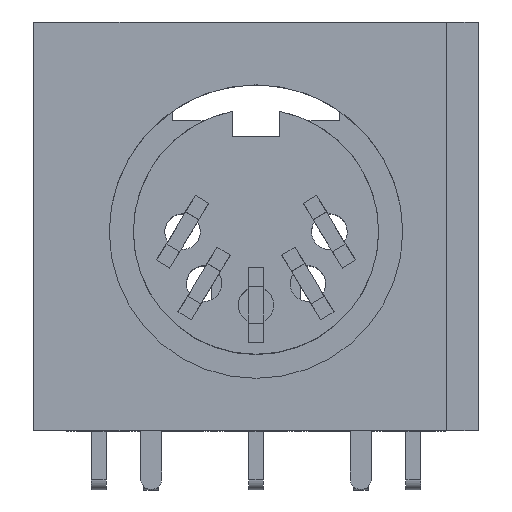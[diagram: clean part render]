
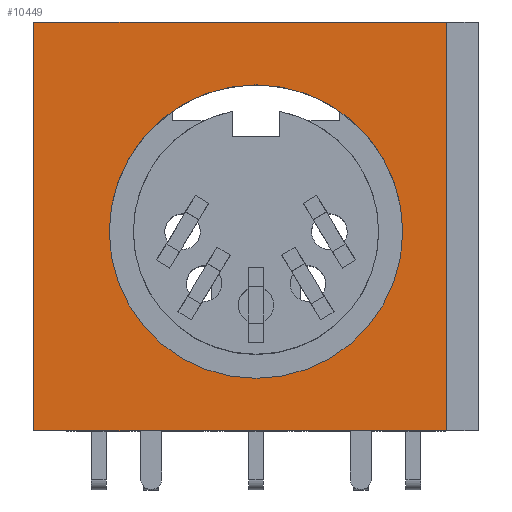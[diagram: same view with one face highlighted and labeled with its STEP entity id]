
A CAD part, top view. The second image highlights one B-rep face of the part: STEP entity #10449.
In plain terms, the highlighted planar face has unit normal (0, 0, 1).
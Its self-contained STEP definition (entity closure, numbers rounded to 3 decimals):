
#235 = CARTESIAN_POINT ( 'NONE',  ( 19.7, 0., 19. ) ) ;
#550 = LINE ( 'NONE', #7015, #3451 ) ;
#751 = EDGE_CURVE ( 'NONE', #14690, #7739, #550, .T. ) ;
#897 = ORIENTED_EDGE ( 'NONE', *, *, #16132, .F. ) ;
#1527 = EDGE_CURVE ( 'NONE', #5802, #13436, #8285, .T. ) ;
#2087 = VECTOR ( 'NONE', #10739, 1000. ) ;
#2218 = EDGE_LOOP ( 'NONE', ( #14797, #15298, #8600, #10095 ) ) ;
#2319 = CARTESIAN_POINT ( 'NONE',  ( 3.6, 9.5, 19. ) ) ;
#2588 = CARTESIAN_POINT ( 'NONE',  ( 10.6, 9.5, 19. ) ) ;
#2738 = VECTOR ( 'NONE', #7883, 1000. ) ;
#3027 = DIRECTION ( 'NONE',  ( 0., 1., 0. ) ) ;
#3451 = VECTOR ( 'NONE', #5665, 1000. ) ;
#3509 = EDGE_LOOP ( 'NONE', ( #7683, #897 ) ) ;
#3703 = AXIS2_PLACEMENT_3D ( 'NONE', #11650, #5093, #15641 ) ;
#4096 = CIRCLE ( 'NONE', #4896, 7. ) ;
#4188 = CARTESIAN_POINT ( 'NONE',  ( 0., 19.5, 19. ) ) ;
#4587 = EDGE_CURVE ( 'NONE', #9591, #9871, #11591, .T. ) ;
#4896 = AXIS2_PLACEMENT_3D ( 'NONE', #9737, #9568, #10838 ) ;
#5093 = DIRECTION ( 'NONE',  ( 0., 0., -1. ) ) ;
#5665 = DIRECTION ( 'NONE',  ( 1., 0., 0. ) ) ;
#5802 = VERTEX_POINT ( 'NONE', #9862 ) ;
#7015 = CARTESIAN_POINT ( 'NONE',  ( 0., 19.5, 19. ) ) ;
#7296 = PLANE ( 'NONE',  #3703 ) ;
#7683 = ORIENTED_EDGE ( 'NONE', *, *, #4587, .F. ) ;
#7739 = VERTEX_POINT ( 'NONE', #15035 ) ;
#7883 = DIRECTION ( 'NONE',  ( 0., -1., 0. ) ) ;
#8167 = LINE ( 'NONE', #15959, #8455 ) ;
#8285 = LINE ( 'NONE', #15996, #2087 ) ;
#8455 = VECTOR ( 'NONE', #3027, 1000. ) ;
#8600 = ORIENTED_EDGE ( 'NONE', *, *, #1527, .F. ) ;
#9340 = CARTESIAN_POINT ( 'NONE',  ( 0., 0., 19. ) ) ;
#9568 = DIRECTION ( 'NONE',  ( 0., 0., 1. ) ) ;
#9591 = VERTEX_POINT ( 'NONE', #14092 ) ;
#9737 = CARTESIAN_POINT ( 'NONE',  ( 10.6, 9.5, 19. ) ) ;
#9741 = FACE_OUTER_BOUND ( 'NONE', #2218, .T. ) ;
#9862 = CARTESIAN_POINT ( 'NONE',  ( 19.7, 0., 19. ) ) ;
#9871 = VERTEX_POINT ( 'NONE', #2319 ) ;
#10095 = ORIENTED_EDGE ( 'NONE', *, *, #16008, .F. ) ;
#10449 = ADVANCED_FACE ( 'NONE', ( #9741, #14864 ), #7296, .F. ) ;
#10739 = DIRECTION ( 'NONE',  ( -1., 0., 0. ) ) ;
#10838 = DIRECTION ( 'NONE',  ( 1., 0., 0. ) ) ;
#11591 = CIRCLE ( 'NONE', #15664, 7. ) ;
#11650 = CARTESIAN_POINT ( 'NONE',  ( 0., 0., 19. ) ) ;
#12695 = DIRECTION ( 'NONE',  ( 1., 0., 0. ) ) ;
#13436 = VERTEX_POINT ( 'NONE', #9340 ) ;
#13896 = EDGE_CURVE ( 'NONE', #13436, #14690, #8167, .T. ) ;
#14092 = CARTESIAN_POINT ( 'NONE',  ( 17.6, 9.5, 19. ) ) ;
#14276 = LINE ( 'NONE', #235, #2738 ) ;
#14690 = VERTEX_POINT ( 'NONE', #4188 ) ;
#14797 = ORIENTED_EDGE ( 'NONE', *, *, #751, .F. ) ;
#14864 = FACE_BOUND ( 'NONE', #3509, .T. ) ;
#15035 = CARTESIAN_POINT ( 'NONE',  ( 19.7, 19.5, 19. ) ) ;
#15298 = ORIENTED_EDGE ( 'NONE', *, *, #13896, .F. ) ;
#15481 = DIRECTION ( 'NONE',  ( 0., 0., 1. ) ) ;
#15641 = DIRECTION ( 'NONE',  ( -1., 0., 0. ) ) ;
#15664 = AXIS2_PLACEMENT_3D ( 'NONE', #2588, #15481, #12695 ) ;
#15959 = CARTESIAN_POINT ( 'NONE',  ( 0., 0., 19. ) ) ;
#15996 = CARTESIAN_POINT ( 'NONE',  ( 0., 0., 19. ) ) ;
#16008 = EDGE_CURVE ( 'NONE', #7739, #5802, #14276, .T. ) ;
#16132 = EDGE_CURVE ( 'NONE', #9871, #9591, #4096, .T. ) ;
